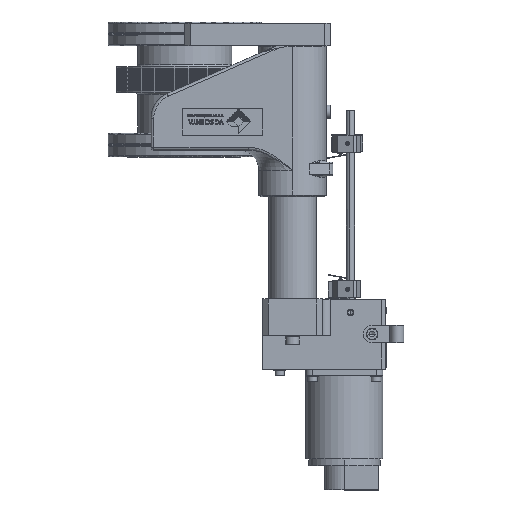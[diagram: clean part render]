
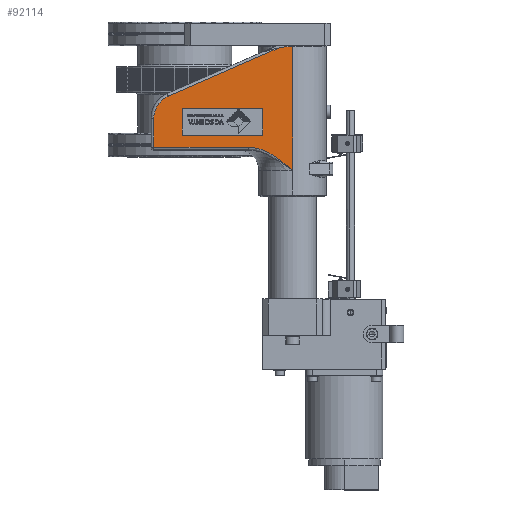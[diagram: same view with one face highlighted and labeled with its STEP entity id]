
A CAD part, top view. The second image highlights one B-rep face of the part: STEP entity #92114.
In plain terms, the highlighted planar face has unit normal (0, 0, 1).
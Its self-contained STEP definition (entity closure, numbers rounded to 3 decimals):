
#5845=CARTESIAN_POINT('',(80.,-110.,65.));
#10475=CARTESIAN_POINT('',(80.,-18.077,65.));
#10476=CARTESIAN_POINT('',(79.588,-18.077,65.));
#10477=CARTESIAN_POINT('',(78.762,-18.089,65.));
#10478=CARTESIAN_POINT('',(77.517,-18.142,65.));
#10479=CARTESIAN_POINT('',(76.268,-18.231,65.));
#10480=CARTESIAN_POINT('',(75.008,-18.357,65.));
#10481=CARTESIAN_POINT('',(73.764,-18.514,65.));
#10482=CARTESIAN_POINT('',(72.509,-18.706,65.));
#10483=CARTESIAN_POINT('',(71.246,-18.931,65.));
#10484=CARTESIAN_POINT('',(70.395,-19.104,65.));
#10485=CARTESIAN_POINT('',(69.968,-19.196,65.));
#10487=CARTESIAN_POINT('',(69.968,-19.196,65.));
#10587=DIRECTION('',(0.,-1.,0.));
#10588=VECTOR('',#10587,91.923);
#10589=CARTESIAN_POINT('',(80.,-18.077,65.));
#10590=LINE('',#10589,#10588);
#10591=CARTESIAN_POINT('',(-5.,-71.548,65.));
#10592=DIRECTION('',(0.,0.,-1.));
#10593=DIRECTION('',(-1.,0.,0.));
#10594=AXIS2_PLACEMENT_3D('',#10591,#10592,#10593);
#10596=DIRECTION('',(0.917,0.4,0.));
#10597=VECTOR('',#10596,89.649);
#10598=CARTESIAN_POINT('',(-12.199,-55.051,65.));
#10599=LINE('',#10598,#10597);
#10600=DIRECTION('',(-1.,0.,0.));
#10601=VECTOR('',#10600,60.);
#10602=CARTESIAN_POINT('',(58.,-64.,65.));
#10603=LINE('',#10602,#10601);
#10604=DIRECTION('',(0.,-1.,0.));
#10605=VECTOR('',#10604,20.);
#10606=CARTESIAN_POINT('',(-2.,-64.,65.));
#10607=LINE('',#10606,#10605);
#10608=DIRECTION('',(1.,0.,0.));
#10609=VECTOR('',#10608,60.);
#10610=CARTESIAN_POINT('',(-2.,-84.,65.));
#10611=LINE('',#10610,#10609);
#10612=DIRECTION('',(0.,1.,0.));
#10613=VECTOR('',#10612,20.);
#10614=CARTESIAN_POINT('',(58.,-84.,65.));
#10615=LINE('',#10614,#10613);
#10616=CARTESIAN_POINT('',(47.274,-93.,65.));
#10617=CARTESIAN_POINT('',(47.785,-92.999,
65.));
#10618=CARTESIAN_POINT('',(48.832,-93.032,
65.));
#10619=CARTESIAN_POINT('',(50.444,-93.174,
65.));
#10620=CARTESIAN_POINT('',(52.179,-93.439,65.));
#10621=CARTESIAN_POINT('',(53.711,-93.758,65.));
#10622=CARTESIAN_POINT('',(55.472,-94.223,65.));
#10623=CARTESIAN_POINT('',(57.172,-94.775,65.));
#10624=CARTESIAN_POINT('',(58.929,-95.442,65.));
#10625=CARTESIAN_POINT('',(60.662,-96.203,65.));
#10626=CARTESIAN_POINT('',(62.219,-96.963,65.));
#10627=CARTESIAN_POINT('',(63.986,-97.921,65.));
#10628=CARTESIAN_POINT('',(65.351,-98.724,65.));
#10629=CARTESIAN_POINT('',(66.942,-99.727,65.));
#10630=CARTESIAN_POINT('',(68.139,-100.529,65.));
#10631=CARTESIAN_POINT('',(69.571,-101.533,65.));
#10632=CARTESIAN_POINT('',(70.832,-102.462,65.));
#10633=CARTESIAN_POINT('',(72.099,-103.428,65.));
#10634=CARTESIAN_POINT('',(73.528,-104.555,65.));
#10635=CARTESIAN_POINT('',(75.068,-105.811,65.));
#10636=CARTESIAN_POINT('',(76.46,-106.974,65.));
#10637=CARTESIAN_POINT('',(78.105,-108.372,65.));
#10638=CARTESIAN_POINT('',(79.343,-109.434,65.));
#10639=CARTESIAN_POINT('',(80.,-110.,65.));
#10641=DIRECTION('',(1.,0.,0.));
#10642=VECTOR('',#10641,70.274);
#10643=CARTESIAN_POINT('',(-23.,-93.,65.));
#10644=LINE('',#10643,#10642);
#11066=DIRECTION('',(0.,-1.,0.));
#11067=VECTOR('',#11066,21.452);
#11068=CARTESIAN_POINT('',(-23.,-71.548,65.));
#11069=LINE('',#11068,#11067);
#65319=VERTEX_POINT('',#5845);
#65477=CARTESIAN_POINT('',(80.,-18.077,65.));
#65478=VERTEX_POINT('',#65477);
#65653=VERTEX_POINT('',#10487);
#65654=VERTEX_POINT('',#10616);
#65655=CARTESIAN_POINT('',(-23.,-93.,65.));
#65656=VERTEX_POINT('',#65655);
#65657=CARTESIAN_POINT('',(-23.,-71.548,65.));
#65658=VERTEX_POINT('',#65657);
#65659=CARTESIAN_POINT('',(-12.199,-55.051,65.));
#65660=VERTEX_POINT('',#65659);
#81246=CARTESIAN_POINT('',(58.,-64.,65.));
#81247=CARTESIAN_POINT('',(-2.,-64.,65.));
#81248=VERTEX_POINT('',#81246);
#81249=VERTEX_POINT('',#81247);
#81250=CARTESIAN_POINT('',(-2.,-84.,65.));
#81251=VERTEX_POINT('',#81250);
#81252=CARTESIAN_POINT('',(58.,-84.,65.));
#81253=VERTEX_POINT('',#81252);
#92085=CARTESIAN_POINT('',(28.5,-64.039,65.));
#92086=DIRECTION('',(0.,0.,1.));
#92087=DIRECTION('',(1.,0.,0.));
#92088=AXIS2_PLACEMENT_3D('',#92085,#92086,#92087);
#92089=PLANE('',#92088);
#92090=ORIENTED_EDGE('',*,*,#92061,.F.);
#92091=ORIENTED_EDGE('',*,*,#92046,.T.);
#92093=ORIENTED_EDGE('',*,*,#92092,.F.);
#92095=ORIENTED_EDGE('',*,*,#92094,.F.);
#92097=ORIENTED_EDGE('',*,*,#92096,.F.);
#92099=ORIENTED_EDGE('',*,*,#92098,.T.);
#92101=ORIENTED_EDGE('',*,*,#92100,.T.);
#92102=EDGE_LOOP('',(#92090,#92091,#92093,#92095,#92097,#92099,#92101));
#92103=FACE_OUTER_BOUND('',#92102,.F.);
#92105=ORIENTED_EDGE('',*,*,#92104,.T.);
#92107=ORIENTED_EDGE('',*,*,#92106,.T.);
#92109=ORIENTED_EDGE('',*,*,#92108,.T.);
#92111=ORIENTED_EDGE('',*,*,#92110,.T.);
#92112=EDGE_LOOP('',(#92105,#92107,#92109,#92111));
#92113=FACE_BOUND('',#92112,.F.);
#10486=B_SPLINE_CURVE_WITH_KNOTS('',3,(#10475,#10476,#10477,#10478,#10479,
#10480,#10481,#10482,#10483,#10484,#10485),.UNSPECIFIED.,.F.,.F.,(4,1,1,1,1,1,1,
1,4),(0.,0.125,0.25,0.375,0.5,0.625,0.75,0.875,1.),
.UNSPECIFIED.);
#10595=CIRCLE('',#10594,18.);
#10640=B_SPLINE_CURVE_WITH_KNOTS('',3,(#10616,#10617,#10618,#10619,#10620,
#10621,#10622,#10623,#10624,#10625,#10626,#10627,#10628,#10629,#10630,#10631,
#10632,#10633,#10634,#10635,#10636,#10637,#10638,#10639),.UNSPECIFIED.,.F.,.F.,(
4,1,1,1,1,1,1,1,1,1,1,1,1,1,1,1,1,1,1,1,1,4),(0.,0.048,
0.095,0.143,0.19,0.238,
0.286,0.333,0.381,0.429,
0.476,0.524,0.571,0.619,
0.667,0.714,0.762,0.81,
0.857,0.905,0.952,1.),.UNSPECIFIED.);
#92046=EDGE_CURVE('',#65478,#65319,#10590,.T.);
#92061=EDGE_CURVE('',#65478,#65653,#10486,.T.);
#92092=EDGE_CURVE('',#65654,#65319,#10640,.T.);
#92094=EDGE_CURVE('',#65656,#65654,#10644,.T.);
#92096=EDGE_CURVE('',#65658,#65656,#11069,.T.);
#92098=EDGE_CURVE('',#65658,#65660,#10595,.T.);
#92100=EDGE_CURVE('',#65660,#65653,#10599,.T.);
#92104=EDGE_CURVE('',#81248,#81249,#10603,.T.);
#92106=EDGE_CURVE('',#81249,#81251,#10607,.T.);
#92108=EDGE_CURVE('',#81251,#81253,#10611,.T.);
#92110=EDGE_CURVE('',#81253,#81248,#10615,.T.);
#92114=ADVANCED_FACE('',(#92103,#92113),#92089,.T.);
